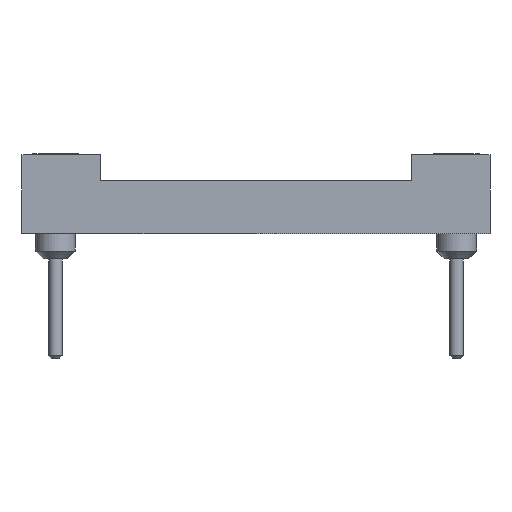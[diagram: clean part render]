
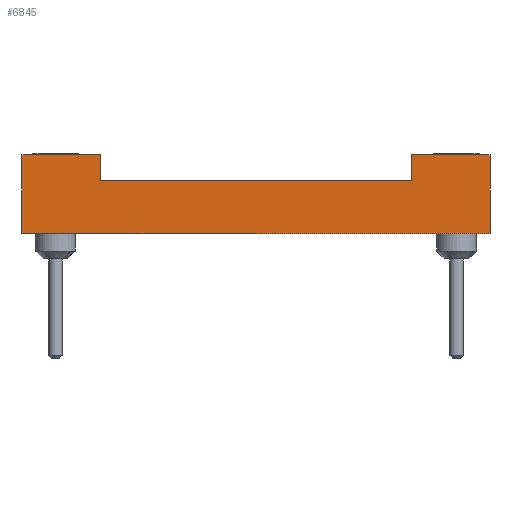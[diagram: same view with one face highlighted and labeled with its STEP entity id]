
A CAD part, front view. The second image highlights one B-rep face of the part: STEP entity #6845.
In plain terms, the highlighted planar face has unit normal (0, -1, 0).
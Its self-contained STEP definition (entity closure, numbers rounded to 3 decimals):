
#471=PLANE('',#7788);
#937=FACE_OUTER_BOUND('',#1488,.T.);
#1488=EDGE_LOOP('',(#5572,#5573,#5574,#5575,#5576,#5577,#5578,#5579));
#1870=LINE('',#11644,#2226);
#1872=LINE('',#11648,#2228);
#1907=LINE('',#11728,#2263);
#1929=LINE('',#11802,#2285);
#1930=LINE('',#11805,#2286);
#1931=LINE('',#11806,#2287);
#1932=LINE('',#11808,#2288);
#1933=LINE('',#11809,#2289);
#2226=VECTOR('',#9833,10.);
#2228=VECTOR('',#9837,10.);
#2263=VECTOR('',#9896,10.);
#2285=VECTOR('',#9982,10.);
#2286=VECTOR('',#9985,10.);
#2287=VECTOR('',#9986,10.);
#2288=VECTOR('',#9987,10.);
#2289=VECTOR('',#9988,10.);
#3205=VERTEX_POINT('',#11641);
#3206=VERTEX_POINT('',#11643);
#3207=VERTEX_POINT('',#11647);
#3240=VERTEX_POINT('',#11726);
#3259=VERTEX_POINT('',#11798);
#3260=VERTEX_POINT('',#11800);
#3261=VERTEX_POINT('',#11804);
#3262=VERTEX_POINT('',#11807);
#3989=EDGE_CURVE('',#3205,#3206,#1870,.T.);
#3991=EDGE_CURVE('',#3206,#3207,#1872,.T.);
#4032=EDGE_CURVE('',#3205,#3240,#1907,.T.);
#4070=EDGE_CURVE('',#3259,#3260,#1929,.T.);
#4071=EDGE_CURVE('',#3261,#3259,#1930,.T.);
#4072=EDGE_CURVE('',#3207,#3260,#1931,.T.);
#4073=EDGE_CURVE('',#3262,#3240,#1932,.T.);
#4074=EDGE_CURVE('',#3261,#3262,#1933,.T.);
#5572=ORIENTED_EDGE('',*,*,#4071,.T.);
#5573=ORIENTED_EDGE('',*,*,#4070,.T.);
#5574=ORIENTED_EDGE('',*,*,#4072,.F.);
#5575=ORIENTED_EDGE('',*,*,#3991,.F.);
#5576=ORIENTED_EDGE('',*,*,#3989,.F.);
#5577=ORIENTED_EDGE('',*,*,#4032,.T.);
#5578=ORIENTED_EDGE('',*,*,#4073,.F.);
#5579=ORIENTED_EDGE('',*,*,#4074,.F.);
#6845=ADVANCED_FACE('',(#937),#471,.T.);
#7788=AXIS2_PLACEMENT_3D('',#11803,#9983,#9984);
#9833=DIRECTION('',(1.,0.,0.));
#9837=DIRECTION('',(0.,0.,1.));
#9896=DIRECTION('',(0.,0.,1.));
#9982=DIRECTION('',(0.,0.,1.));
#9983=DIRECTION('center_axis',(0.,-1.,0.));
#9984=DIRECTION('ref_axis',(1.,0.,0.));
#9985=DIRECTION('',(1.,0.,0.));
#9986=DIRECTION('',(1.,0.,0.));
#9987=DIRECTION('',(1.,0.,0.));
#9988=DIRECTION('',(0.,0.,1.));
#11641=CARTESIAN_POINT('',(1.73,-49.53,2.967));
#11643=CARTESIAN_POINT('',(13.51,-49.53,2.967));
#11644=CARTESIAN_POINT('',(-1.27,-49.53,2.967));
#11647=CARTESIAN_POINT('',(13.51,-49.53,3.967));
#11648=CARTESIAN_POINT('',(13.51,-49.53,0.967));
#11726=CARTESIAN_POINT('',(1.73,-49.53,3.967));
#11728=CARTESIAN_POINT('',(1.73,-49.53,0.967));
#11798=CARTESIAN_POINT('',(16.51,-49.53,0.967));
#11800=CARTESIAN_POINT('',(16.51,-49.53,3.967));
#11802=CARTESIAN_POINT('',(16.51,-49.53,0.967));
#11803=CARTESIAN_POINT('Origin',(13.51,-49.53,0.967));
#11804=CARTESIAN_POINT('',(-1.27,-49.53,0.967));
#11805=CARTESIAN_POINT('',(-1.27,-49.53,0.967));
#11806=CARTESIAN_POINT('',(-1.27,-49.53,3.967));
#11807=CARTESIAN_POINT('',(-1.27,-49.53,3.967));
#11808=CARTESIAN_POINT('',(-1.27,-49.53,3.967));
#11809=CARTESIAN_POINT('',(-1.27,-49.53,0.967));
